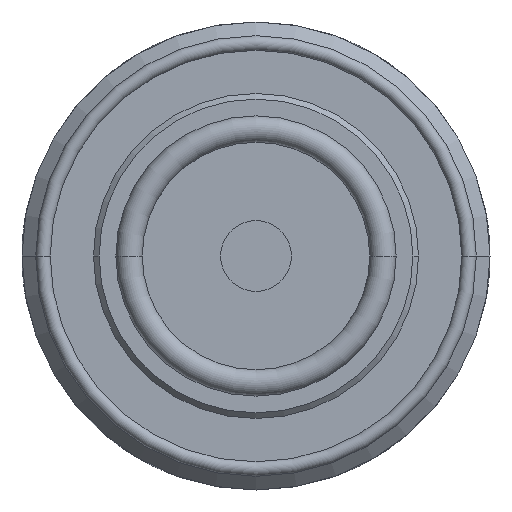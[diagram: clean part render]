
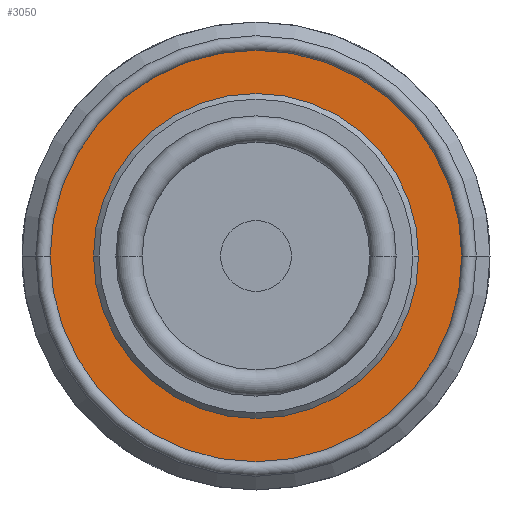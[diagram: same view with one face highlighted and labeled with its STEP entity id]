
A CAD part, front view. The second image highlights one B-rep face of the part: STEP entity #3050.
In plain terms, the highlighted planar face has unit normal (0, -1, 0).
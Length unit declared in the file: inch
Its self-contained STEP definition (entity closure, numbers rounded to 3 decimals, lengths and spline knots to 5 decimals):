
#1266=CARTESIAN_POINT('',(0.,0.015,0.));
#1267=DIRECTION('',(0.,-1.,0.));
#1268=DIRECTION('',(1.,0.,0.));
#1269=AXIS2_PLACEMENT_3D('',#1266,#1267,#1268);
#1276=CARTESIAN_POINT('',(0.,0.015,0.));
#1277=DIRECTION('',(0.,1.,0.));
#1278=DIRECTION('',(1.,0.,0.));
#1279=AXIS2_PLACEMENT_3D('',#1276,#1277,#1278);
#1281=CARTESIAN_POINT('',(0.,0.015,0.));
#1282=DIRECTION('',(0.,-1.,0.));
#1283=DIRECTION('',(1.,0.,0.));
#1284=AXIS2_PLACEMENT_3D('',#1281,#1282,#1283);
#1286=CARTESIAN_POINT('',(0.,0.015,0.));
#1287=DIRECTION('',(0.,1.,0.));
#1288=DIRECTION('',(1.,0.,0.));
#1289=AXIS2_PLACEMENT_3D('',#1286,#1287,#1288);
#1480=CARTESIAN_POINT('',(0.432,0.015,0.));
#1482=VERTEX_POINT('',#1480);
#1494=CARTESIAN_POINT('',(-0.432,0.015,0.));
#1496=VERTEX_POINT('',#1494);
#1727=CARTESIAN_POINT('',(0.54703,0.015,0.));
#1728=VERTEX_POINT('',#1727);
#1729=CARTESIAN_POINT('',(-0.54703,0.015,0.));
#1730=VERTEX_POINT('',#1729);
#3035=CARTESIAN_POINT('',(0.,0.015,0.));
#3036=DIRECTION('',(0.,1.,0.));
#3037=DIRECTION('',(1.,0.,0.));
#3038=AXIS2_PLACEMENT_3D('',#3035,#3036,#3037);
#3039=PLANE('',#3038);
#3040=ORIENTED_EDGE('',*,*,#3030,.T.);
#3041=ORIENTED_EDGE('',*,*,#3014,.F.);
#3042=EDGE_LOOP('',(#3040,#3041));
#3043=FACE_OUTER_BOUND('',#3042,.F.);
#3045=ORIENTED_EDGE('',*,*,#3044,.T.);
#3047=ORIENTED_EDGE('',*,*,#3046,.F.);
#3048=EDGE_LOOP('',(#3045,#3047));
#3049=FACE_BOUND('',#3048,.F.);
#3050=ADVANCED_FACE('',(#3043,#3049),#3039,.F.);
#1270=CIRCLE('',#1269,0.54703);
#1280=CIRCLE('',#1279,0.54703);
#1285=CIRCLE('',#1284,0.432);
#1290=CIRCLE('',#1289,0.432);
#3014=EDGE_CURVE('',#1728,#1730,#1270,.T.);
#3030=EDGE_CURVE('',#1728,#1730,#1280,.T.);
#3044=EDGE_CURVE('',#1482,#1496,#1285,.T.);
#3046=EDGE_CURVE('',#1482,#1496,#1290,.T.);
